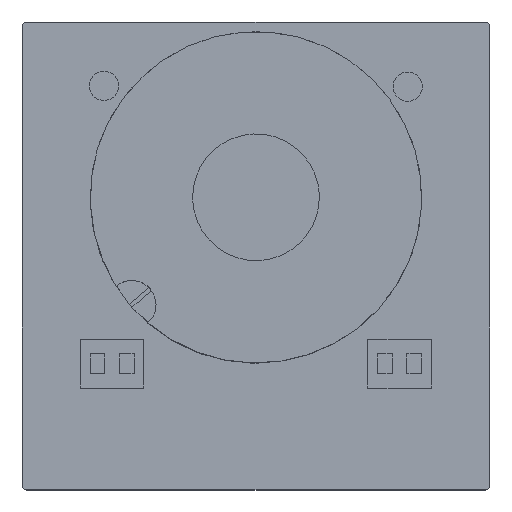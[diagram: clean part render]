
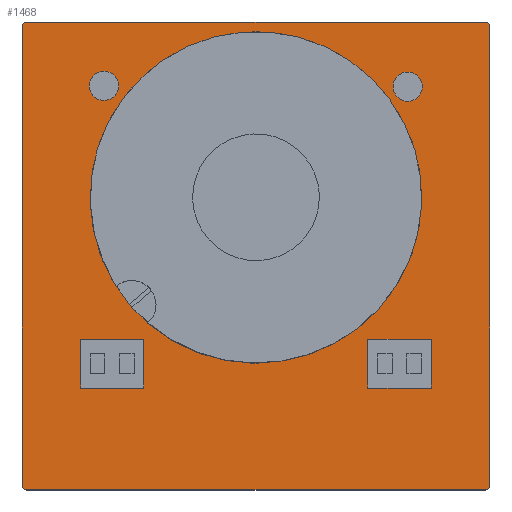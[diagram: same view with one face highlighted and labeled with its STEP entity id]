
A CAD part, top view. The second image highlights one B-rep face of the part: STEP entity #1468.
In plain terms, the highlighted planar face has unit normal (0, 0, 1).
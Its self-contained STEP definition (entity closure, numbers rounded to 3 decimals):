
#626=CARTESIAN_POINT('',(-15.592,18.954,90.0));
#627=VERTEX_POINT('',#626);
#636=CARTESIAN_POINT('',(-17.092,17.454,90.0));
#637=VERTEX_POINT('',#636);
#638=CARTESIAN_POINT('',(-15.592,17.454,90.0));
#639=DIRECTION('',(0.0,0.0,-1.0));
#640=DIRECTION('',(0.0,1.0,0.0));
#641=AXIS2_PLACEMENT_3D('',#638,#639,#640);
#642=CIRCLE('',#641,1.5);
#643=EDGE_CURVE('',#637,#627,#642,.T.);
#645=CARTESIAN_POINT('',(-15.592,15.954,90.0));
#646=VERTEX_POINT('',#645);
#647=CARTESIAN_POINT('',(-15.592,17.454,90.0));
#648=DIRECTION('',(0.0,0.0,-1.0));
#649=DIRECTION('',(0.0,1.0,0.0));
#650=AXIS2_PLACEMENT_3D('',#647,#648,#649);
#651=CIRCLE('',#650,1.5);
#652=EDGE_CURVE('',#646,#637,#651,.T.);
#677=CARTESIAN_POINT('',(17.063,17.367,90.0));
#678=VERTEX_POINT('',#677);
#687=CARTESIAN_POINT('',(15.563,18.867,90.0));
#688=VERTEX_POINT('',#687);
#689=CARTESIAN_POINT('',(15.563,17.367,90.0));
#690=DIRECTION('',(0.0,0.0,-1.0));
#691=DIRECTION('',(1.0,0.0,0.0));
#692=AXIS2_PLACEMENT_3D('',#689,#690,#691);
#693=CIRCLE('',#692,1.5);
#694=EDGE_CURVE('',#688,#678,#693,.T.);
#696=CARTESIAN_POINT('',(14.063,17.367,90.0));
#697=VERTEX_POINT('',#696);
#698=CARTESIAN_POINT('',(15.563,17.367,90.0));
#699=DIRECTION('',(0.0,0.0,-1.0));
#700=DIRECTION('',(1.0,0.0,0.0));
#701=AXIS2_PLACEMENT_3D('',#698,#699,#700);
#702=CIRCLE('',#701,1.5);
#703=EDGE_CURVE('',#697,#688,#702,.T.);
#730=CARTESIAN_POINT('',(0.,-10.999,90.0));
#731=VERTEX_POINT('',#730);
#781=CARTESIAN_POINT('',(0.,23.001,90.0));
#782=VERTEX_POINT('',#781);
#789=CARTESIAN_POINT('',(-17.,6.001,90.0));
#790=VERTEX_POINT('',#789);
#791=CARTESIAN_POINT('',(0.,6.001,90.0));
#792=DIRECTION('',(0.0,0.0,-1.0));
#793=DIRECTION('',(0.0,-1.0,0.0));
#794=AXIS2_PLACEMENT_3D('',#791,#792,#793);
#795=CIRCLE('',#794,17.);
#796=EDGE_CURVE('',#790,#782,#795,.T.);
#798=CARTESIAN_POINT('',(0.,6.001,90.0));
#799=DIRECTION('',(0.0,0.0,-1.0));
#800=DIRECTION('',(0.0,-1.0,0.0));
#801=AXIS2_PLACEMENT_3D('',#798,#799,#800);
#802=CIRCLE('',#801,17.);
#803=EDGE_CURVE('',#731,#790,#802,.T.);
#912=CARTESIAN_POINT('',(0.,6.001,90.0));
#913=DIRECTION('',(0.0,0.0,-1.0));
#914=DIRECTION('',(0.0,-1.0,0.0));
#915=AXIS2_PLACEMENT_3D('',#912,#913,#914);
#916=CIRCLE('',#915,17.);
#917=EDGE_CURVE('',#782,#731,#916,.T.);
#1193=CARTESIAN_POINT('',(11.477,-8.546,90.0));
#1194=VERTEX_POINT('',#1193);
#1201=CARTESIAN_POINT('',(11.477,-13.547,90.0));
#1202=VERTEX_POINT('',#1201);
#1203=CARTESIAN_POINT('',(11.477,-13.547,90.0));
#1204=DIRECTION('',(0.0,1.0,0.0));
#1205=VECTOR('',#1204,5.001);
#1206=LINE('',#1203,#1205);
#1207=EDGE_CURVE('',#1202,#1194,#1206,.T.);
#1232=CARTESIAN_POINT('',(17.977,-13.547,90.0));
#1233=VERTEX_POINT('',#1232);
#1234=CARTESIAN_POINT('',(17.977,-13.547,90.0));
#1235=DIRECTION('',(-1.0,0.0,0.0));
#1236=VECTOR('',#1235,6.5);
#1237=LINE('',#1234,#1236);
#1238=EDGE_CURVE('',#1233,#1202,#1237,.T.);
#1263=CARTESIAN_POINT('',(17.977,-8.546,90.0));
#1264=VERTEX_POINT('',#1263);
#1265=CARTESIAN_POINT('',(17.977,-8.546,90.0));
#1266=DIRECTION('',(0.0,-1.0,0.0));
#1267=VECTOR('',#1266,5.001);
#1268=LINE('',#1265,#1267);
#1269=EDGE_CURVE('',#1264,#1233,#1268,.T.);
#1292=CARTESIAN_POINT('',(11.477,-8.546,90.0));
#1293=DIRECTION('',(1.0,0.0,0.0));
#1294=VECTOR('',#1293,6.5);
#1295=LINE('',#1292,#1294);
#1296=EDGE_CURVE('',#1194,#1264,#1295,.T.);
#1326=CARTESIAN_POINT('',(0.,0.,90.0));
#1327=DIRECTION('',(0.0,0.0,1.0));
#1328=DIRECTION('',(1.0,0.0,0.0));
#1329=AXIS2_PLACEMENT_3D('',#1326,#1327,#1328);
#1330=PLANE('',#1329);
#1331=CARTESIAN_POINT('',(-24.,-23.5,90.0));
#1332=VERTEX_POINT('',#1331);
#1333=CARTESIAN_POINT('',(-24.,23.5,90.0));
#1334=VERTEX_POINT('',#1333);
#1335=CARTESIAN_POINT('',(-24.,-23.5,90.0));
#1336=DIRECTION('',(0.0,1.0,0.0));
#1337=VECTOR('',#1336,47.0);
#1338=LINE('',#1335,#1337);
#1339=EDGE_CURVE('',#1332,#1334,#1338,.T.);
#1340=ORIENTED_EDGE('',*,*,#1339,.F.);
#1341=CARTESIAN_POINT('',(-23.5,-24.0,90.0));
#1342=VERTEX_POINT('',#1341);
#1343=CARTESIAN_POINT('',(-23.5,-23.5,90.0));
#1344=DIRECTION('',(0.0,0.0,-1.0));
#1345=DIRECTION('',(-0.707,-0.707,0.0));
#1346=AXIS2_PLACEMENT_3D('',#1343,#1344,#1345);
#1347=CIRCLE('',#1346,0.5);
#1348=EDGE_CURVE('',#1342,#1332,#1347,.T.);
#1349=ORIENTED_EDGE('',*,*,#1348,.F.);
#1350=CARTESIAN_POINT('',(23.5,-24.0,90.0));
#1351=VERTEX_POINT('',#1350);
#1352=CARTESIAN_POINT('',(23.5,-24.0,90.0));
#1353=DIRECTION('',(-1.0,0.0,0.0));
#1354=VECTOR('',#1353,47.0);
#1355=LINE('',#1352,#1354);
#1356=EDGE_CURVE('',#1351,#1342,#1355,.T.);
#1357=ORIENTED_EDGE('',*,*,#1356,.F.);
#1358=CARTESIAN_POINT('',(24.,-23.5,90.0));
#1359=VERTEX_POINT('',#1358);
#1360=CARTESIAN_POINT('',(23.5,-23.5,90.0));
#1361=DIRECTION('',(0.0,0.0,-1.0));
#1362=DIRECTION('',(0.707,-0.707,0.0));
#1363=AXIS2_PLACEMENT_3D('',#1360,#1361,#1362);
#1364=CIRCLE('',#1363,0.5);
#1365=EDGE_CURVE('',#1359,#1351,#1364,.T.);
#1366=ORIENTED_EDGE('',*,*,#1365,.F.);
#1367=CARTESIAN_POINT('',(24.,23.5,90.0));
#1368=VERTEX_POINT('',#1367);
#1369=CARTESIAN_POINT('',(24.,23.5,90.0));
#1370=DIRECTION('',(0.0,-1.0,0.0));
#1371=VECTOR('',#1370,47.0);
#1372=LINE('',#1369,#1371);
#1373=EDGE_CURVE('',#1368,#1359,#1372,.T.);
#1374=ORIENTED_EDGE('',*,*,#1373,.F.);
#1375=CARTESIAN_POINT('',(23.5,24.0,90.0));
#1376=VERTEX_POINT('',#1375);
#1377=CARTESIAN_POINT('',(23.5,23.5,90.0));
#1378=DIRECTION('',(0.0,0.0,-1.0));
#1379=DIRECTION('',(0.707,0.707,0.0));
#1380=AXIS2_PLACEMENT_3D('',#1377,#1378,#1379);
#1381=CIRCLE('',#1380,0.5);
#1382=EDGE_CURVE('',#1376,#1368,#1381,.T.);
#1383=ORIENTED_EDGE('',*,*,#1382,.F.);
#1384=CARTESIAN_POINT('',(-23.5,24.0,90.0));
#1385=VERTEX_POINT('',#1384);
#1386=CARTESIAN_POINT('',(-23.5,24.0,90.0));
#1387=DIRECTION('',(1.0,0.0,0.0));
#1388=VECTOR('',#1387,47.0);
#1389=LINE('',#1386,#1388);
#1390=EDGE_CURVE('',#1385,#1376,#1389,.T.);
#1391=ORIENTED_EDGE('',*,*,#1390,.F.);
#1392=CARTESIAN_POINT('',(-23.5,23.5,90.0));
#1393=DIRECTION('',(0.0,0.0,-1.0));
#1394=DIRECTION('',(-0.707,0.707,0.0));
#1395=AXIS2_PLACEMENT_3D('',#1392,#1393,#1394);
#1396=CIRCLE('',#1395,0.5);
#1397=EDGE_CURVE('',#1334,#1385,#1396,.T.);
#1398=ORIENTED_EDGE('',*,*,#1397,.F.);
#1399=EDGE_LOOP('',(#1340,#1349,#1357,#1366,#1374,#1383,#1391,#1398));
#1400=FACE_OUTER_BOUND('',#1399,.T.);
#1401=ORIENTED_EDGE('',*,*,#1207,.T.);
#1402=ORIENTED_EDGE('',*,*,#1296,.T.);
#1403=ORIENTED_EDGE('',*,*,#1269,.T.);
#1404=ORIENTED_EDGE('',*,*,#1238,.T.);
#1405=EDGE_LOOP('',(#1401,#1402,#1403,#1404));
#1406=FACE_BOUND('',#1405,.T.);
#1407=CARTESIAN_POINT('',(-11.502,-13.547,90.0));
#1408=VERTEX_POINT('',#1407);
#1409=CARTESIAN_POINT('',(-18.002,-13.547,90.0));
#1410=VERTEX_POINT('',#1409);
#1411=CARTESIAN_POINT('',(-11.502,-13.547,90.0));
#1412=DIRECTION('',(-1.0,0.0,0.0));
#1413=VECTOR('',#1412,6.5);
#1414=LINE('',#1411,#1413);
#1415=EDGE_CURVE('',#1408,#1410,#1414,.T.);
#1416=ORIENTED_EDGE('',*,*,#1415,.T.);
#1417=CARTESIAN_POINT('',(-18.002,-8.546,90.0));
#1418=VERTEX_POINT('',#1417);
#1419=CARTESIAN_POINT('',(-18.002,-13.547,90.0));
#1420=DIRECTION('',(0.0,1.0,0.0));
#1421=VECTOR('',#1420,5.001);
#1422=LINE('',#1419,#1421);
#1423=EDGE_CURVE('',#1410,#1418,#1422,.T.);
#1424=ORIENTED_EDGE('',*,*,#1423,.T.);
#1425=CARTESIAN_POINT('',(-11.502,-8.546,90.0));
#1426=VERTEX_POINT('',#1425);
#1427=CARTESIAN_POINT('',(-18.002,-8.546,90.0));
#1428=DIRECTION('',(1.0,0.0,0.0));
#1429=VECTOR('',#1428,6.5);
#1430=LINE('',#1427,#1429);
#1431=EDGE_CURVE('',#1418,#1426,#1430,.T.);
#1432=ORIENTED_EDGE('',*,*,#1431,.T.);
#1433=CARTESIAN_POINT('',(-11.502,-8.546,90.0));
#1434=DIRECTION('',(0.0,-1.0,0.0));
#1435=VECTOR('',#1434,5.001);
#1436=LINE('',#1433,#1435);
#1437=EDGE_CURVE('',#1426,#1408,#1436,.T.);
#1438=ORIENTED_EDGE('',*,*,#1437,.T.);
#1439=EDGE_LOOP('',(#1416,#1424,#1432,#1438));
#1440=FACE_BOUND('',#1439,.T.);
#1441=ORIENTED_EDGE('',*,*,#694,.T.);
#1442=CARTESIAN_POINT('',(15.563,17.367,90.0));
#1443=DIRECTION('',(0.0,0.0,-1.0));
#1444=DIRECTION('',(1.0,0.0,0.0));
#1445=AXIS2_PLACEMENT_3D('',#1442,#1443,#1444);
#1446=CIRCLE('',#1445,1.5);
#1447=EDGE_CURVE('',#678,#697,#1446,.T.);
#1448=ORIENTED_EDGE('',*,*,#1447,.T.);
#1449=ORIENTED_EDGE('',*,*,#703,.T.);
#1450=EDGE_LOOP('',(#1441,#1448,#1449));
#1451=FACE_BOUND('',#1450,.T.);
#1452=ORIENTED_EDGE('',*,*,#643,.T.);
#1453=CARTESIAN_POINT('',(-15.592,17.454,90.0));
#1454=DIRECTION('',(0.0,0.0,-1.0));
#1455=DIRECTION('',(0.0,1.0,0.0));
#1456=AXIS2_PLACEMENT_3D('',#1453,#1454,#1455);
#1457=CIRCLE('',#1456,1.5);
#1458=EDGE_CURVE('',#627,#646,#1457,.T.);
#1459=ORIENTED_EDGE('',*,*,#1458,.T.);
#1460=ORIENTED_EDGE('',*,*,#652,.T.);
#1461=EDGE_LOOP('',(#1452,#1459,#1460));
#1462=FACE_BOUND('',#1461,.T.);
#1463=ORIENTED_EDGE('',*,*,#796,.T.);
#1464=ORIENTED_EDGE('',*,*,#917,.T.);
#1465=ORIENTED_EDGE('',*,*,#803,.T.);
#1466=EDGE_LOOP('',(#1463,#1464,#1465));
#1467=FACE_BOUND('',#1466,.T.);
#1468=ADVANCED_FACE('',(#1400,#1406,#1440,#1451,#1462,#1467),#1330,.T.);
